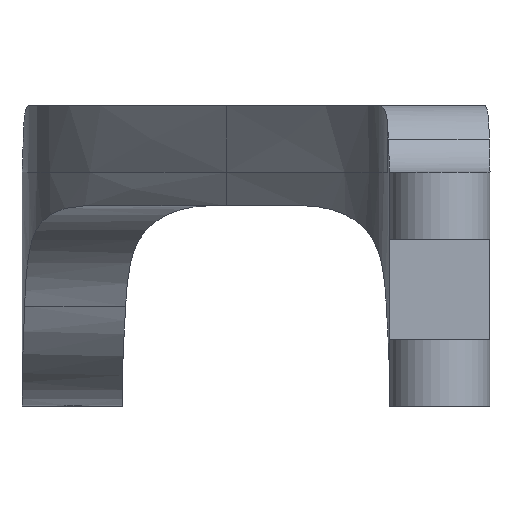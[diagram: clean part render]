
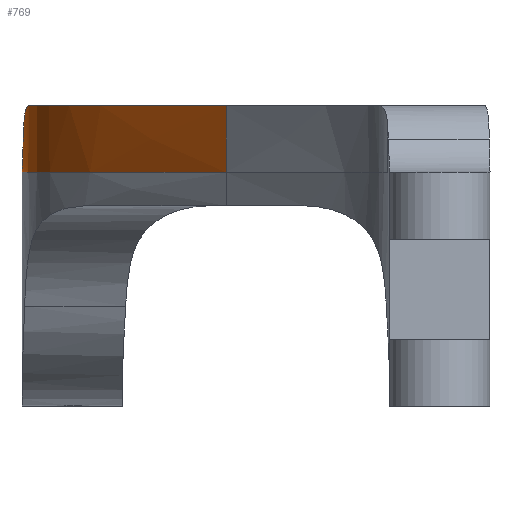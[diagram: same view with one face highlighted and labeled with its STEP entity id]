
A CAD part, front view. The second image highlights one B-rep face of the part: STEP entity #769.
In plain terms, the highlighted free-form (B-spline) face has degree [3, 1] with [13, 2] control points.
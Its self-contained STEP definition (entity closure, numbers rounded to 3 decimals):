
#18=B_SPLINE_SURFACE_WITH_KNOTS('',3,1,((#1838,#1839),(#1840,#1841),(#1842,
#1843),(#1844,#1845),(#1846,#1847),(#1848,#1849),(#1850,#1851),(#1852,#1853),
(#1854,#1855),(#1856,#1857),(#1858,#1859),(#1860,#1861),(#1862,#1863)),
 .UNSPECIFIED.,.F.,.F.,.F.,(4,2,3,2,2,4),(2,2),(-34.003,-17.56,
-14.737,-10.881,-7.663,0.),(-2.6,3.4),
 .UNSPECIFIED.);
#22=(
BOUNDED_CURVE()
B_SPLINE_CURVE(2,(#1864,#1865,#1866),.UNSPECIFIED.,.F.,.F.)
B_SPLINE_CURVE_WITH_KNOTS((3,3),(0.,7.027),.UNSPECIFIED.)
CURVE()
GEOMETRIC_REPRESENTATION_ITEM()
RATIONAL_B_SPLINE_CURVE((1.,3.,1.))
REPRESENTATION_ITEM('')
);
#45=B_SPLINE_CURVE_WITH_KNOTS('',3,(#1676,#1677,#1678,#1679,#1680,#1681,
#1682,#1683,#1684,#1685,#1686,#1687,#1688,#1689),.UNSPECIFIED.,.F.,.F.,
(4,2,2,2,2,2,4),(-2.665,-2.476,-2.158,
-1.876,-1.738,-1.644,-1.614),
 .UNSPECIFIED.);
#47=B_SPLINE_CURVE_WITH_KNOTS('',3,(#1705,#1706,#1707,#1708,#1709,#1710,
#1711,#1712,#1713,#1714),.UNSPECIFIED.,.F.,.F.,(4,2,2,2,4),(-4.353,
-4.213,-3.983,-3.635,-3.303),
 .UNSPECIFIED.);
#54=B_SPLINE_CURVE_WITH_KNOTS('',3,(#1867,#1868,#1869,#1870,#1871,#1872,
#1873,#1874,#1875,#1876),.UNSPECIFIED.,.F.,.F.,(4,3,3,4),(-12.338,
-10.881,-7.663,0.),.UNSPECIFIED.);
#109=FACE_OUTER_BOUND('',#153,.T.);
#153=EDGE_LOOP('',(#680,#681,#682,#683,#684));
#220=LINE('',#1798,#280);
#280=VECTOR('',#998,10.);
#324=VERTEX_POINT('',#1064);
#367=VERTEX_POINT('',#1393);
#369=VERTEX_POINT('',#1674);
#370=VERTEX_POINT('',#1675);
#376=VERTEX_POINT('',#1790);
#469=EDGE_CURVE('',#369,#370,#45,.T.);
#474=EDGE_CURVE('',#324,#369,#47,.T.);
#484=EDGE_CURVE('',#367,#376,#220,.T.);
#487=EDGE_CURVE('',#324,#367,#22,.T.);
#488=EDGE_CURVE('',#370,#376,#54,.T.);
#680=ORIENTED_EDGE('',*,*,#469,.F.);
#681=ORIENTED_EDGE('',*,*,#474,.F.);
#682=ORIENTED_EDGE('',*,*,#487,.T.);
#683=ORIENTED_EDGE('',*,*,#484,.T.);
#684=ORIENTED_EDGE('',*,*,#488,.F.);
#769=ADVANCED_FACE('',(#109),#18,.T.);
#998=DIRECTION('',(0.,0.,1.));
#1064=CARTESIAN_POINT('',(0.,130.,35.));
#1393=CARTESIAN_POINT('',(30.525,69.08,35.));
#1674=CARTESIAN_POINT('',(0.187,121.34,40.));
#1675=CARTESIAN_POINT('',(1.006,112.679,45.));
#1676=CARTESIAN_POINT('Ctrl Pts',(0.187,121.34,40.));
#1677=CARTESIAN_POINT('Ctrl Pts',(0.201,121.026,40.544));
#1678=CARTESIAN_POINT('Ctrl Pts',(0.219,120.66,41.058));
#1679=CARTESIAN_POINT('Ctrl Pts',(0.278,119.554,42.34));
#1680=CARTESIAN_POINT('Ctrl Pts',(0.327,118.736,43.028));
#1681=CARTESIAN_POINT('Ctrl Pts',(0.461,117.021,44.058));
#1682=CARTESIAN_POINT('Ctrl Pts',(0.541,116.152,44.424));
#1683=CARTESIAN_POINT('Ctrl Pts',(0.696,114.805,44.782));
#1684=CARTESIAN_POINT('Ctrl Pts',(0.753,114.357,44.869));
#1685=CARTESIAN_POINT('Ctrl Pts',(0.86,113.596,44.963));
#1686=CARTESIAN_POINT('Ctrl Pts',(0.907,113.286,44.986));
#1687=CARTESIAN_POINT('Ctrl Pts',(0.973,112.877,44.999));
#1688=CARTESIAN_POINT('Ctrl Pts',(0.989,112.778,45.));
#1689=CARTESIAN_POINT('Ctrl Pts',(1.006,112.679,45.));
#1705=CARTESIAN_POINT('Ctrl Pts',(0.,130.,35.));
#1706=CARTESIAN_POINT('Ctrl Pts',(0.002,129.534,
35.));
#1707=CARTESIAN_POINT('Ctrl Pts',(0.006,129.067,
35.033));
#1708=CARTESIAN_POINT('Ctrl Pts',(0.017,127.847,35.205));
#1709=CARTESIAN_POINT('Ctrl Pts',(0.026,127.103,35.398));
#1710=CARTESIAN_POINT('Ctrl Pts',(0.057,125.305,36.094));
#1711=CARTESIAN_POINT('Ctrl Pts',(0.081,124.303,36.7));
#1712=CARTESIAN_POINT('Ctrl Pts',(0.135,122.595,38.189));
#1713=CARTESIAN_POINT('Ctrl Pts',(0.163,121.89,39.046));
#1714=CARTESIAN_POINT('Ctrl Pts',(0.187,121.34,40.));
#1790=CARTESIAN_POINT('',(30.525,69.08,45.));
#1798=CARTESIAN_POINT('',(30.525,69.08,35.));
#1838=CARTESIAN_POINT('Ctrl Pts',(-0.307,189.424,9.));
#1839=CARTESIAN_POINT('Ctrl Pts',(-0.307,189.424,69.));
#1840=CARTESIAN_POINT('Ctrl Pts',(-0.205,169.749,9.));
#1841=CARTESIAN_POINT('Ctrl Pts',(-0.205,169.749,69.));
#1842=CARTESIAN_POINT('Ctrl Pts',(-0.104,150.073,9.));
#1843=CARTESIAN_POINT('Ctrl Pts',(-0.104,150.073,69.));
#1844=CARTESIAN_POINT('Ctrl Pts',(0.015,127.02,9.));
#1845=CARTESIAN_POINT('Ctrl Pts',(0.015,127.02,69.));
#1846=CARTESIAN_POINT('Ctrl Pts',(0.067,123.373,9.));
#1847=CARTESIAN_POINT('Ctrl Pts',(0.067,123.373,69.));
#1848=CARTESIAN_POINT('Ctrl Pts',(0.254,120.,9.));
#1849=CARTESIAN_POINT('Ctrl Pts',(0.254,120.,69.));
#1850=CARTESIAN_POINT('Ctrl Pts',(0.51,115.393,9.));
#1851=CARTESIAN_POINT('Ctrl Pts',(0.51,115.393,69.));
#1852=CARTESIAN_POINT('Ctrl Pts',(0.979,112.054,9.));
#1853=CARTESIAN_POINT('Ctrl Pts',(0.979,112.054,69.));
#1854=CARTESIAN_POINT('Ctrl Pts',(2.434,106.77,9.));
#1855=CARTESIAN_POINT('Ctrl Pts',(2.434,106.77,69.));
#1856=CARTESIAN_POINT('Ctrl Pts',(3.357,104.558,9.));
#1857=CARTESIAN_POINT('Ctrl Pts',(3.357,104.558,69.));
#1858=CARTESIAN_POINT('Ctrl Pts',(7.869,96.463,9.));
#1859=CARTESIAN_POINT('Ctrl Pts',(7.869,96.463,69.));
#1860=CARTESIAN_POINT('Ctrl Pts',(14.024,88.579,9.));
#1861=CARTESIAN_POINT('Ctrl Pts',(14.024,88.579,69.));
#1862=CARTESIAN_POINT('Ctrl Pts',(30.525,69.08,9.));
#1863=CARTESIAN_POINT('Ctrl Pts',(30.525,69.08,69.));
#1864=CARTESIAN_POINT('Ctrl Pts',(0.,130.,35.));
#1865=CARTESIAN_POINT('Ctrl Pts',(0.129,105.,35.));
#1866=CARTESIAN_POINT('Ctrl Pts',(30.525,69.08,35.));
#1867=CARTESIAN_POINT('Ctrl Pts',(1.006,112.68,45.));
#1868=CARTESIAN_POINT('Ctrl Pts',(1.219,111.416,45.));
#1869=CARTESIAN_POINT('Ctrl Pts',(1.473,110.262,45.));
#1870=CARTESIAN_POINT('Ctrl Pts',(1.772,109.174,45.));
#1871=CARTESIAN_POINT('Ctrl Pts',(2.434,106.77,45.));
#1872=CARTESIAN_POINT('Ctrl Pts',(3.357,104.558,45.));
#1873=CARTESIAN_POINT('Ctrl Pts',(4.692,102.164,45.));
#1874=CARTESIAN_POINT('Ctrl Pts',(7.869,96.463,45.));
#1875=CARTESIAN_POINT('Ctrl Pts',(14.024,88.579,45.));
#1876=CARTESIAN_POINT('Ctrl Pts',(30.525,69.08,45.));
